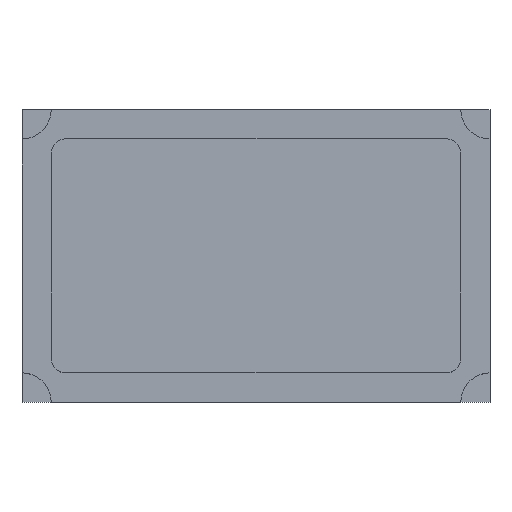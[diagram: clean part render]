
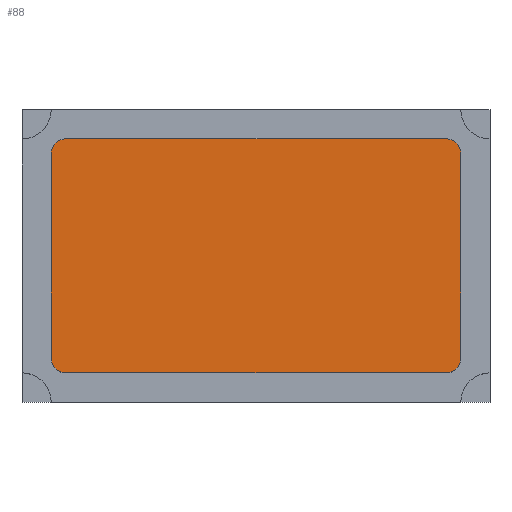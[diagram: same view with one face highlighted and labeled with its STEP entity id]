
A CAD part, top view. The second image highlights one B-rep face of the part: STEP entity #88.
In plain terms, the highlighted planar face has unit normal (0, 0, 1).
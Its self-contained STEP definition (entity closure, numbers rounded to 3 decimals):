
#2 = VERTEX_POINT ( 'NONE', #1504 ) ;
#72 = ORIENTED_EDGE ( 'NONE', *, *, #933, .F. ) ;
#88 = ADVANCED_FACE ( 'NONE', ( #1392 ), #1515, .T. ) ;
#113 = CARTESIAN_POINT ( 'NONE',  ( 0., 0., 0.475 ) ) ;
#118 = VECTOR ( 'NONE', #214, 1000. ) ;
#147 = DIRECTION ( 'NONE',  ( -1., 0., 0. ) ) ;
#163 = EDGE_CURVE ( 'NONE', #2, #1381, #1647, .T. ) ;
#166 = AXIS2_PLACEMENT_3D ( 'NONE', #271, #1300, #670 ) ;
#174 = VECTOR ( 'NONE', #147, 1000. ) ;
#188 = DIRECTION ( 'NONE',  ( 1., 0., 0. ) ) ;
#205 = DIRECTION ( 'NONE',  ( 1., 0., 0. ) ) ;
#214 = DIRECTION ( 'NONE',  ( -1., 0., 0. ) ) ;
#248 = ORIENTED_EDGE ( 'NONE', *, *, #902, .T. ) ;
#271 = CARTESIAN_POINT ( 'NONE',  ( 0.65, 0.35, 0.475 ) ) ;
#299 = CARTESIAN_POINT ( 'NONE',  ( -0.65, 0.35, 0.475 ) ) ;
#304 = DIRECTION ( 'NONE',  ( 0., 0., -1. ) ) ;
#318 = AXIS2_PLACEMENT_3D ( 'NONE', #816, #304, #188 ) ;
#320 = CARTESIAN_POINT ( 'NONE',  ( 0.7, 0., 0.475 ) ) ;
#408 = VERTEX_POINT ( 'NONE', #775 ) ;
#414 = CIRCLE ( 'NONE', #318, 0.05 ) ;
#449 = CARTESIAN_POINT ( 'NONE',  ( 0.65, -0.4, 0.475 ) ) ;
#540 = VERTEX_POINT ( 'NONE', #1607 ) ;
#587 = ORIENTED_EDGE ( 'NONE', *, *, #1316, .F. ) ;
#611 = CARTESIAN_POINT ( 'NONE',  ( 0., 0.4, 0.475 ) ) ;
#621 = ORIENTED_EDGE ( 'NONE', *, *, #1100, .F. ) ;
#625 = CARTESIAN_POINT ( 'NONE',  ( 0.65, -0.35, 0.475 ) ) ;
#636 = EDGE_CURVE ( 'NONE', #923, #540, #841, .T. ) ;
#665 = VERTEX_POINT ( 'NONE', #874 ) ;
#670 = DIRECTION ( 'NONE',  ( 1., 0., 0. ) ) ;
#769 = AXIS2_PLACEMENT_3D ( 'NONE', #625, #1123, #1127 ) ;
#775 = CARTESIAN_POINT ( 'NONE',  ( -0.65, -0.4, 0.475 ) ) ;
#793 = CARTESIAN_POINT ( 'NONE',  ( -0.7, 0.35, 0.475 ) ) ;
#795 = LINE ( 'NONE', #1174, #990 ) ;
#816 = CARTESIAN_POINT ( 'NONE',  ( -0.65, -0.35, 0.475 ) ) ;
#841 = LINE ( 'NONE', #611, #118 ) ;
#874 = CARTESIAN_POINT ( 'NONE',  ( -0.7, -0.35, 0.475 ) ) ;
#902 = EDGE_CURVE ( 'NONE', #2, #1308, #1027, .T. ) ;
#908 = DIRECTION ( 'NONE',  ( 0., 1., 0. ) ) ;
#923 = VERTEX_POINT ( 'NONE', #1467 ) ;
#933 = EDGE_CURVE ( 'NONE', #1509, #540, #1550, .T. ) ;
#990 = VECTOR ( 'NONE', #908, 1000. ) ;
#1005 = ORIENTED_EDGE ( 'NONE', *, *, #163, .F. ) ;
#1006 = DIRECTION ( 'NONE',  ( 0., 0., 1. ) ) ;
#1013 = DIRECTION ( 'NONE',  ( 1., 0., 0. ) ) ;
#1027 = LINE ( 'NONE', #320, #1277 ) ;
#1034 = CARTESIAN_POINT ( 'NONE',  ( 0., -0.4, 0.475 ) ) ;
#1100 = EDGE_CURVE ( 'NONE', #665, #1509, #795, .T. ) ;
#1120 = CIRCLE ( 'NONE', #166, 0.05 ) ;
#1123 = DIRECTION ( 'NONE',  ( 0., 0., -1. ) ) ;
#1127 = DIRECTION ( 'NONE',  ( 1., 0., 0. ) ) ;
#1151 = EDGE_CURVE ( 'NONE', #1381, #408, #1680, .T. ) ;
#1174 = CARTESIAN_POINT ( 'NONE',  ( -0.7, 0., 0.475 ) ) ;
#1196 = DIRECTION ( 'NONE',  ( 0., 0., -1. ) ) ;
#1213 = DIRECTION ( 'NONE',  ( 0., 1., 0. ) ) ;
#1277 = VECTOR ( 'NONE', #1213, 1000. ) ;
#1278 = AXIS2_PLACEMENT_3D ( 'NONE', #299, #1196, #205 ) ;
#1289 = ORIENTED_EDGE ( 'NONE', *, *, #1151, .F. ) ;
#1300 = DIRECTION ( 'NONE',  ( 0., 0., 1. ) ) ;
#1308 = VERTEX_POINT ( 'NONE', #1327 ) ;
#1316 = EDGE_CURVE ( 'NONE', #408, #665, #414, .T. ) ;
#1327 = CARTESIAN_POINT ( 'NONE',  ( 0.7, 0.35, 0.475 ) ) ;
#1381 = VERTEX_POINT ( 'NONE', #449 ) ;
#1392 = FACE_OUTER_BOUND ( 'NONE', #1624, .T. ) ;
#1425 = EDGE_CURVE ( 'NONE', #1308, #923, #1120, .T. ) ;
#1467 = CARTESIAN_POINT ( 'NONE',  ( 0.65, 0.4, 0.475 ) ) ;
#1488 = ORIENTED_EDGE ( 'NONE', *, *, #1425, .T. ) ;
#1504 = CARTESIAN_POINT ( 'NONE',  ( 0.7, -0.35, 0.475 ) ) ;
#1509 = VERTEX_POINT ( 'NONE', #793 ) ;
#1514 = ORIENTED_EDGE ( 'NONE', *, *, #636, .T. ) ;
#1515 = PLANE ( 'NONE',  #1536 ) ;
#1536 = AXIS2_PLACEMENT_3D ( 'NONE', #113, #1006, #1013 ) ;
#1550 = CIRCLE ( 'NONE', #1278, 0.05 ) ;
#1607 = CARTESIAN_POINT ( 'NONE',  ( -0.65, 0.4, 0.475 ) ) ;
#1624 = EDGE_LOOP ( 'NONE', ( #587, #1289, #1005, #248, #1488, #1514, #72, #621 ) ) ;
#1647 = CIRCLE ( 'NONE', #769, 0.05 ) ;
#1680 = LINE ( 'NONE', #1034, #174 ) ;
